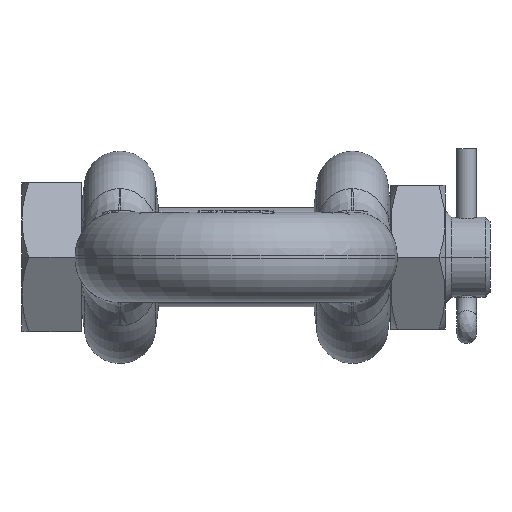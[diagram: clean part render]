
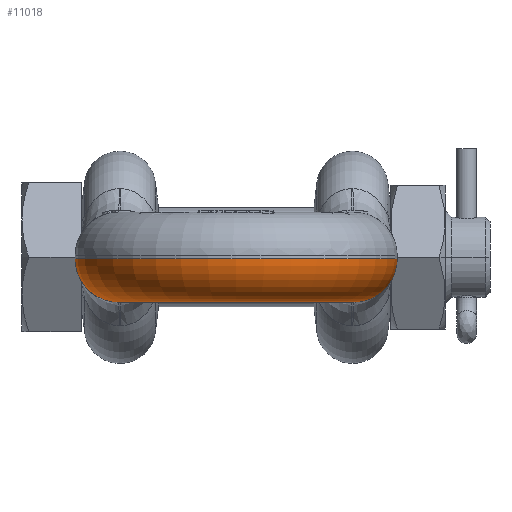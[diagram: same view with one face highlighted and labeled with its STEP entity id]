
A CAD part, front view. The second image highlights one B-rep face of the part: STEP entity #11018.
In plain terms, the highlighted toroidal (fillet/blend) face has major radius 37.719 mm and minor radius 13.843 mm.
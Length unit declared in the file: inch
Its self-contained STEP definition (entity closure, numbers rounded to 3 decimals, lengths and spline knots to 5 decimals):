
#4404=CARTESIAN_POINT('',(-1.485,-3.405,-0.02));
#4405=DIRECTION('',(0.,1.,0.));
#4406=DIRECTION('',(0.,0.,-1.));
#4407=AXIS2_PLACEMENT_3D('',#4404,#4405,#4406);
#4413=CARTESIAN_POINT('',(0.,-3.405,-0.565));
#4414=DIRECTION('',(0.,0.,-1.));
#4415=DIRECTION('',(1.,0.,0.));
#4416=AXIS2_PLACEMENT_3D('',#4413,#4414,#4415);
#4418=CARTESIAN_POINT('',(0.,-3.405,-0.02));
#4419=DIRECTION('',(0.,0.,-1.));
#4420=DIRECTION('',(1.,0.,0.));
#4421=AXIS2_PLACEMENT_3D('',#4418,#4419,#4420);
#4423=CARTESIAN_POINT('',(1.485,-3.405,-0.02));
#4424=DIRECTION('',(0.,-1.,0.));
#4425=DIRECTION('',(0.,0.,-1.));
#4426=AXIS2_PLACEMENT_3D('',#4423,#4424,#4425);
#5632=CARTESIAN_POINT('',(1.485,-3.405,-0.565));
#5633=CARTESIAN_POINT('',(-1.485,-3.405,-0.565));
#5634=VERTEX_POINT('',#5632);
#5635=VERTEX_POINT('',#5633);
#5636=CARTESIAN_POINT('',(2.03,-3.405,-0.02));
#5637=CARTESIAN_POINT('',(-2.03,-3.405,-0.02));
#5638=VERTEX_POINT('',#5636);
#5639=VERTEX_POINT('',#5637);
#11005=CARTESIAN_POINT('',(0.,-3.405,-0.02));
#11006=DIRECTION('',(0.,0.,1.));
#11007=DIRECTION('',(1.,0.006,0.));
#11008=AXIS2_PLACEMENT_3D('',#11005,#11006,#11007);
#11009=TOROIDAL_SURFACE('',#11008,1.485,0.545);
#11011=ORIENTED_EDGE('',*,*,#11010,.T.);
#11012=ORIENTED_EDGE('',*,*,#10997,.T.);
#11013=ORIENTED_EDGE('',*,*,#9265,.F.);
#11015=ORIENTED_EDGE('',*,*,#11014,.F.);
#11016=EDGE_LOOP('',(#11011,#11012,#11013,#11015));
#11017=FACE_OUTER_BOUND('',#11016,.F.);
#11018=ADVANCED_FACE('',(#11017),#11009,.T.);
#4408=CIRCLE('',#4407,0.545);
#4417=CIRCLE('',#4416,1.485);
#4422=CIRCLE('',#4421,2.03);
#4427=CIRCLE('',#4426,0.545);
#9265=EDGE_CURVE('',#5638,#5639,#4422,.T.);
#10997=EDGE_CURVE('',#5635,#5639,#4408,.T.);
#11010=EDGE_CURVE('',#5634,#5635,#4417,.T.);
#11014=EDGE_CURVE('',#5634,#5638,#4427,.T.);
